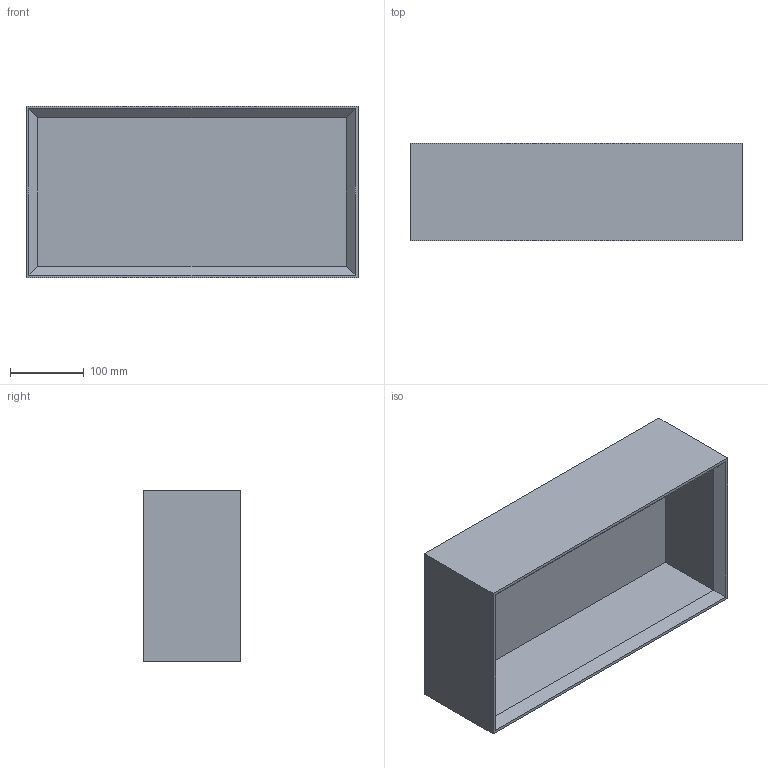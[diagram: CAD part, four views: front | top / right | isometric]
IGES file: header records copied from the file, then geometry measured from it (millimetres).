
Global section: file name: 502322; native system: Autodesk Inventor 2018; preprocessor: unknown; author: JANAN; date: 20210128.085905; units: millimetre
Bounding box: 450 x 132 x 233 mm (x, y, z)
Volume: 4119098.2 mm3; surface area: 615350 mm2
Topology: 2 solids, 2 shells, 36 faces, 92 edges, 60 vertices
Faces by surface type: bspline 36
